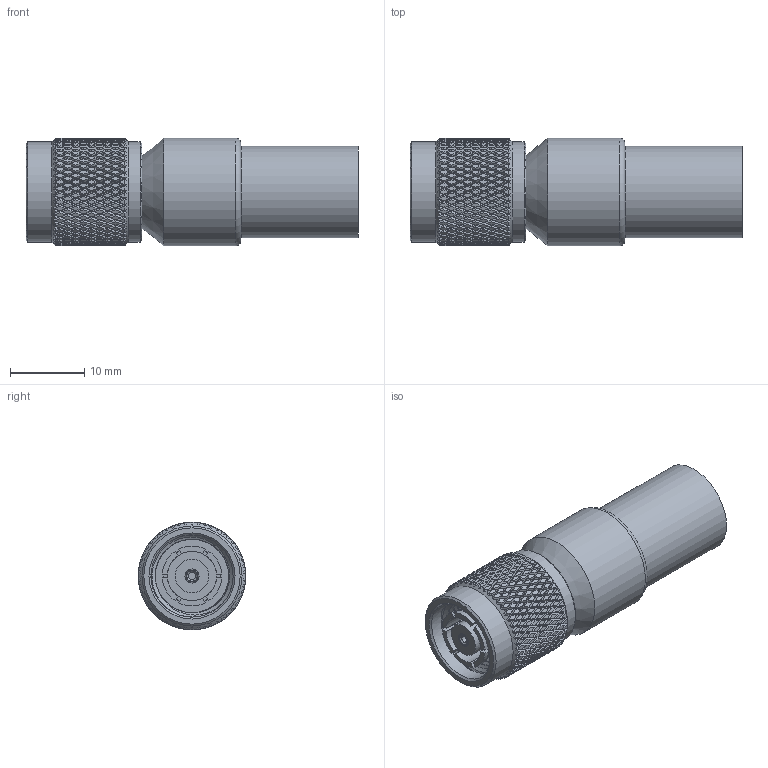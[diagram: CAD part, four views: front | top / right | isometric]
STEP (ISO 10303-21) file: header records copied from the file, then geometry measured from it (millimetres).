
FILE_DESCRIPTION (( 'STEP AP203' ), '1' );
FILE_NAME ('FMCN1605_3D.step', '2021-03-09T21:12:08', ( '' ), ( '' ), 'SwSTEP 2.0', 'SolidWorks 2020', '' );
FILE_SCHEMA (( 'CONFIG_CONTROL_DESIGN' ));
Length unit declared in the file: inch
Products named in the file (1): FMCN1605_3D
Bounding box: 44.84 x 14.52 x 14.52 mm (x, y, z)
Volume: 4536.4 mm3; surface area: 4477.7 mm2
Topology: 2 solids, 4 shells, 2625 faces, 5558 edges, 2953 vertices
Faces by surface type: bspline 2003, cylinder 539, plane 59, cone 23, torus 1
Full cylindrical faces by diameter (mm): 0.61 x1, 1.016 x2, 1.702 x1, 1.905 x3, 4.572 x1, 6.655 x1, 7.4 x1, 7.569 x1, 8.851 x1, 8.876 x2, 9.3 x2, 10.9 x1, 11.112 x6, 12.4 x1, 13.513 x2, 14.517 x1
Entity records: 100583 total; most frequent: CARTESIAN_POINT 67230, ORIENTED_EDGE 10998, EDGE_CURVE 5499, VERTEX_POINT 2932, EDGE_LOOP 2667, FACE_OUTER_BOUND 2642, ADVANCED_FACE 2619, B_SPLINE_CURVE_WITH_KNOTS 2274
